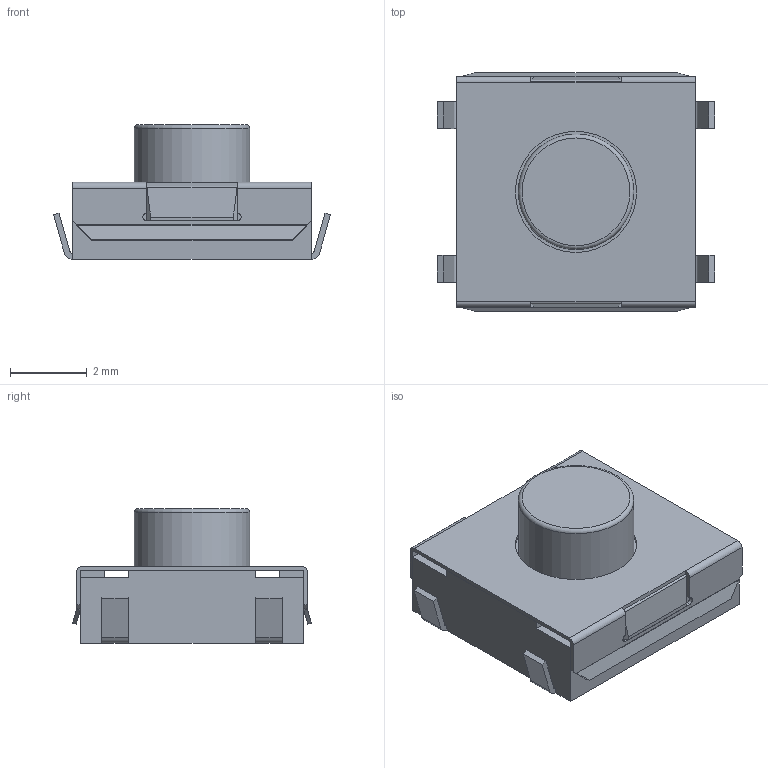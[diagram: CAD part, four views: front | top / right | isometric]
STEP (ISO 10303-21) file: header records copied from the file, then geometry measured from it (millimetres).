
FILE_DESCRIPTION(/* description */ ('Unknown'),/* implementation_level */ '2;1');
FILE_NAME(/* name */ '430453035836',/* time_stamp */ '2021-02-03T16:22:12+01:00',/* author */ ('Unknown'),/* organization */ ('Unknown'),/* preprocessor_version */ 'ST-DEVELOPER v16.7',/* originating_system */ 'DEX',/* authorisation */ $);
FILE_SCHEMA (('AUTOMOTIVE_DESIGN {1 0 10303 214 3 1 1}'));
Length unit declared in the file: millimetre
Products named in the file (3): 430453035836; base; top cover
Assembly tree (2 placements, depth 2):
  430453035836
    base
    top cover
Bounding box: 7.2 x 6.2 x 3.5 mm (x, y, z)
Volume: 65.9 mm3; surface area: 256.7 mm2
Topology: 2 solids, 2 shells, 164 faces, 449 edges, 290 vertices
Faces by surface type: plane 119, cylinder 40, bspline 4, torus 1
Full cylindrical faces by diameter (mm): 3 x1, 3.15 x1
Entity records: 6031 total; most frequent: CARTESIAN_POINT 985, ORIENTED_EDGE 890, DIRECTION 840, EDGE_CURVE 445, LINE 360, VECTOR 360, VERTEX_POINT 289, AXIS2_PLACEMENT_3D 240
